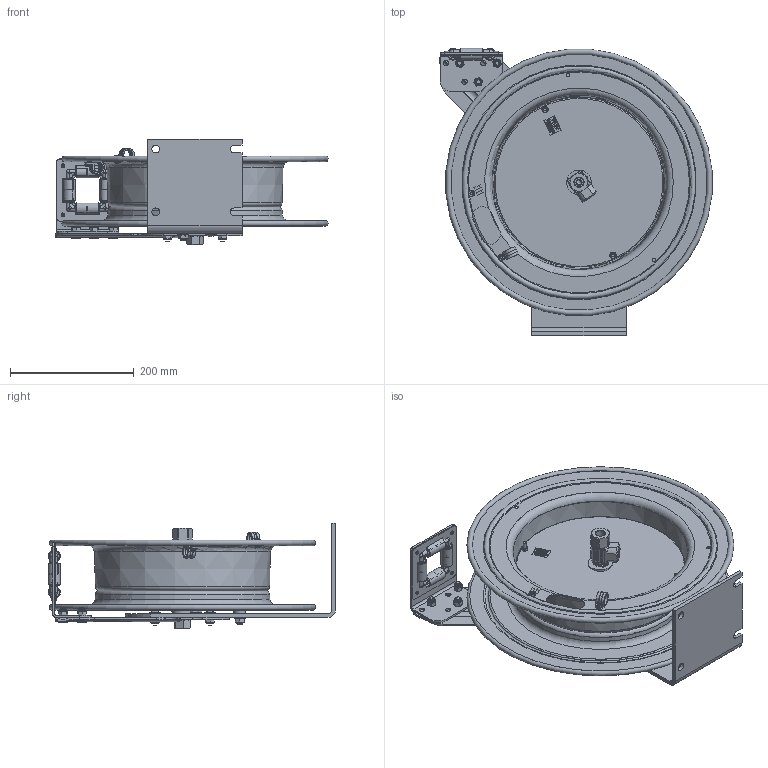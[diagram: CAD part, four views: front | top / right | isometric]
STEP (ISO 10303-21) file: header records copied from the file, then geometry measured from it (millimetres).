
FILE_DESCRIPTION(/* description */ (''),/* implementation_level */ '2;1');
FILE_NAME(/* name */ 'P-LPL-335_SHARED.stp',/* time_stamp */ '2020-01-17T09:01:35-07:00',/* author */ ('NMelton'),/* organization */ (''),/* preprocessor_version */ 'ST-DEVELOPER v17',/* originating_system */ 'Autodesk Inventor 2019',/* authorisation */ '');
FILE_SCHEMA (('AUTOMOTIVE_DESIGN { 1 0 10303 214 3 1 1 }'));
Products named in the file (1): P-LPL-335_SHARED
Bounding box: 439.84 x 464.36 x 170.69 mm (x, y, z)
Surface area: 1029716.9 mm2 (no closed solid volume)
Topology: 0 solids, 123 shells, 2178 faces, 10124 edges, 7788 vertices
Faces by surface type: plane 1152, bspline 397, cylinder 388, cone 142, torus 64, sphere 35
Full cylindrical faces by diameter (mm): 2.159 x2, 2.54 x1, 3.048 x1, 3.962 x2, 4.699 x4, 4.826 x6, 5.182 x1, 5.588 x3, 6.35 x5, 7.938 x3, 8.636 x3, 8.731 x4, 8.89 x1, 11.43 x3, 12.192 x7, 12.7 x2, 14.859 x1, 15.875 x1, 17.882 x1, 19.05 x5, 20.574 x1, 28.575 x1, 34.925 x1, 35.052 x1, 39.624 x1
Entity records: 109451 total; most frequent: CARTESIAN_POINT 33091, ORIENTED_EDGE 14434, DIRECTION 12801, EDGE_CURVE 10083, VERTEX_POINT 7788, LINE 5857, VECTOR 5857, AXIS2_PLACEMENT_3D 3472
